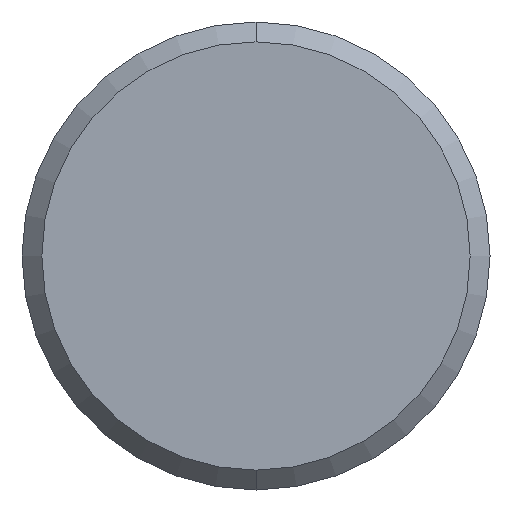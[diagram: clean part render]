
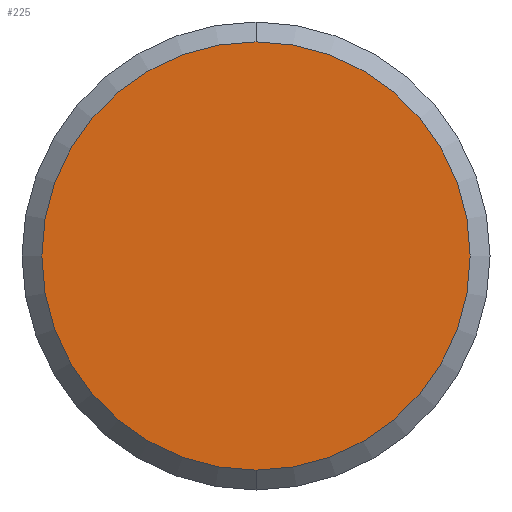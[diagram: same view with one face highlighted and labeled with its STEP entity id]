
A CAD part, front view. The second image highlights one B-rep face of the part: STEP entity #225.
In plain terms, the highlighted planar face has unit normal (0, -1, 0).
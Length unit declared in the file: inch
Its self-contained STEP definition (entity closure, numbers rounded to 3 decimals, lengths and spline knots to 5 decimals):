
#3 = CIRCLE ( 'NONE', #122, 0.21607 ) ;
#5 = CARTESIAN_POINT ( 'NONE',  ( 0., 0., 0. ) ) ;
#10 = DIRECTION ( 'NONE',  ( 0., -1., 0. ) ) ;
#38 = ORIENTED_EDGE ( 'NONE', *, *, #262, .T. ) ;
#56 = CIRCLE ( 'NONE', #159, 0.21607 ) ;
#61 = ORIENTED_EDGE ( 'NONE', *, *, #203, .T. ) ;
#68 = EDGE_LOOP ( 'NONE', ( #61, #38 ) ) ;
#71 = DIRECTION ( 'NONE',  ( 0., 0., 1. ) ) ;
#85 = DIRECTION ( 'NONE',  ( 0., 0., 1. ) ) ;
#88 = VERTEX_POINT ( 'NONE', #160 ) ;
#108 = DIRECTION ( 'NONE',  ( 0., -1., 0. ) ) ;
#122 = AXIS2_PLACEMENT_3D ( 'NONE', #5, #108, #212 ) ;
#130 = AXIS2_PLACEMENT_3D ( 'NONE', #170, #172, #71 ) ;
#159 = AXIS2_PLACEMENT_3D ( 'NONE', #185, #10, #85 ) ;
#160 = CARTESIAN_POINT ( 'NONE',  ( 0., 0., 0.21607 ) ) ;
#170 = CARTESIAN_POINT ( 'NONE',  ( 0., 0., 0. ) ) ;
#172 = DIRECTION ( 'NONE',  ( 0., 1., 0. ) ) ;
#185 = CARTESIAN_POINT ( 'NONE',  ( 0., 0., 0. ) ) ;
#203 = EDGE_CURVE ( 'NONE', #88, #219, #56, .T. ) ;
#209 = FACE_OUTER_BOUND ( 'NONE', #68, .T. ) ;
#212 = DIRECTION ( 'NONE',  ( 0., 0., 1. ) ) ;
#219 = VERTEX_POINT ( 'NONE', #270 ) ;
#225 = ADVANCED_FACE ( 'NONE', ( #209 ), #268, .F. ) ;
#262 = EDGE_CURVE ( 'NONE', #219, #88, #3, .T. ) ;
#268 = PLANE ( 'NONE',  #130 ) ;
#270 = CARTESIAN_POINT ( 'NONE',  ( 0., 0., -0.21607 ) ) ;
